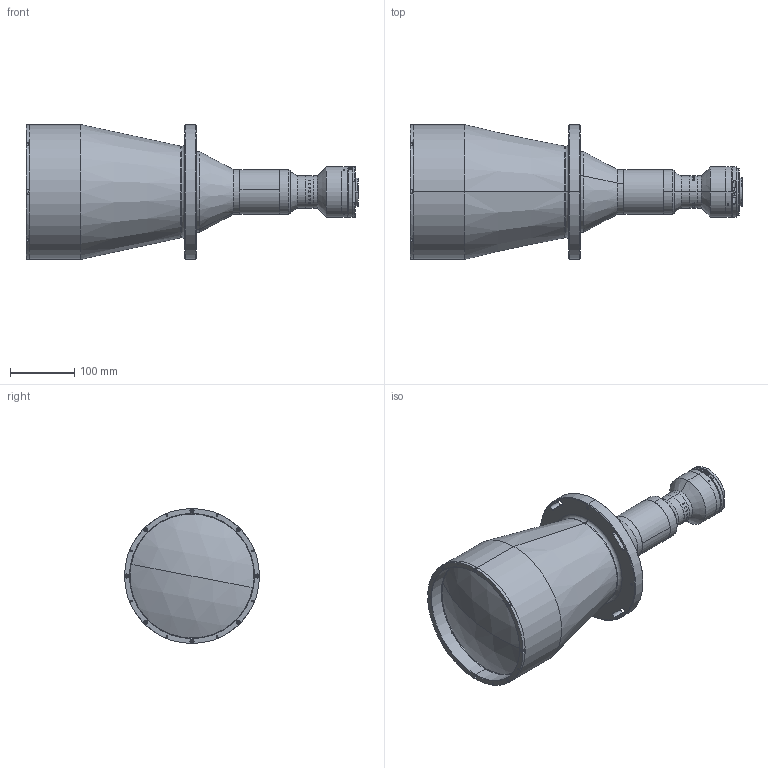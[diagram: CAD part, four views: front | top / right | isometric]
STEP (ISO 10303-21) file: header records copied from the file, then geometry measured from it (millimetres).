
FILE_DESCRIPTION (( 'STEP AP203' ), '1' );
FILE_NAME ('XF-PTL18229-F.STEP', '2019-07-23T03:10:09', ( 'puyufan' ), ( '' ), 'SwSTEP 2.0', 'SolidWorks 2014', '' );
FILE_SCHEMA (( 'CONFIG_CONTROL_DESIGN' ));
Length unit declared in the file: millimetre
Products named in the file (1): XF-PTL18229-F
Bounding box: 516.74 x 210 x 210 mm (x, y, z)
Surface area: 350715.2 mm2 (no closed solid volume)
Topology: 0 solids, 36 shells, 314 faces, 1382 edges, 1103 vertices
Faces by surface type: cylinder 140, plane 110, cone 44, torus 16, sphere 4
Entity records: 19247 total; most frequent: CARTESIAN_POINT 7990, DIRECTION 2334, ORIENTED_EDGE 2020, EDGE_CURVE 1380, VERTEX_POINT 1103, AXIS2_PLACEMENT_3D 891, CIRCLE 576, VECTOR 552
